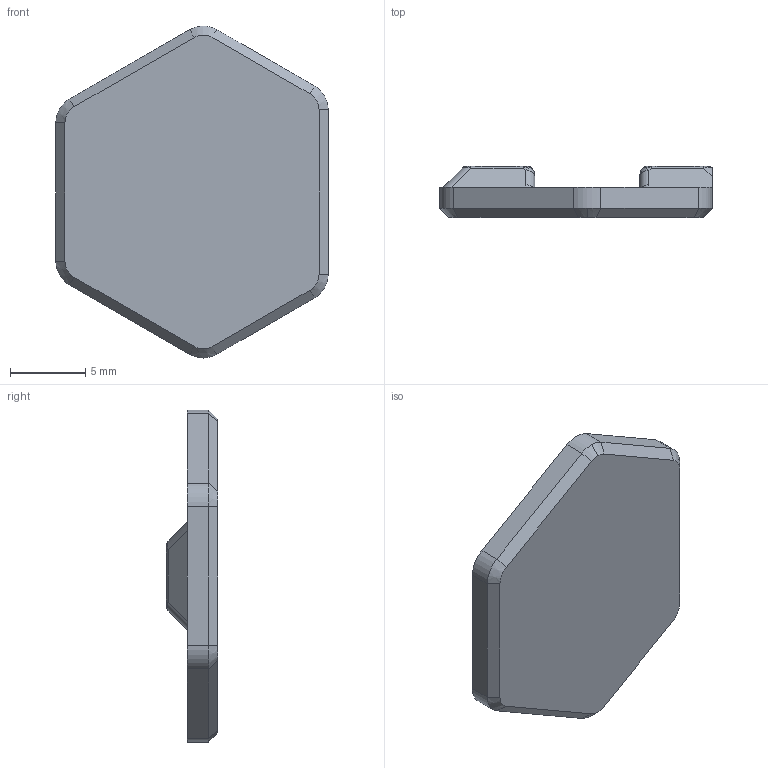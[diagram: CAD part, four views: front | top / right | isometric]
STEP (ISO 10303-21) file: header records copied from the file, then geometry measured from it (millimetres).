
FILE_DESCRIPTION (( 'STEP AP214' ), '1' );
FILE_NAME ('diffusor_small_250.STEP', '2023-03-19T20:10:17', ( '' ), ( '' ), 'SwSTEP 2.0', 'SolidWorks 2023', '' );
FILE_SCHEMA (( 'AUTOMOTIVE_DESIGN' ));
Length unit declared in the file: millimetre
Products named in the file (1): diffusor_small_250
Bounding box: 18.1 x 3.4 x 22.08 mm (x, y, z)
Volume: 610.4 mm3; surface area: 815.7 mm2
Topology: 1 solids, 1 shells, 167 faces, 414 edges, 250 vertices
Faces by surface type: cylinder 63, plane 51, bspline 28, torus 14, cone 7, sphere 4
Entity records: 5165 total; most frequent: CARTESIAN_POINT 1528, ORIENTED_EDGE 828, DIRECTION 706, EDGE_CURVE 414, AXIS2_PLACEMENT_3D 266, VERTEX_POINT 250, VECTOR 174, LINE 174
